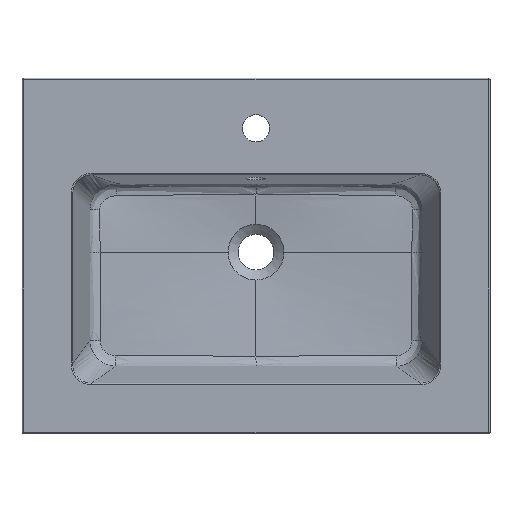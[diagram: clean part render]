
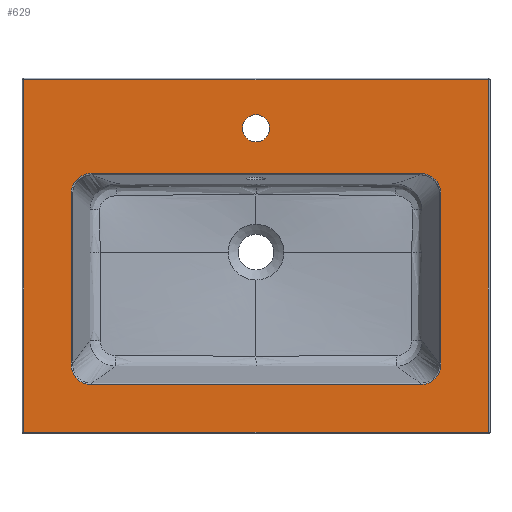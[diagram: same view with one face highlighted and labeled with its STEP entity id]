
A CAD part, top view. The second image highlights one B-rep face of the part: STEP entity #629.
In plain terms, the highlighted planar face has unit normal (0, 0, 1).
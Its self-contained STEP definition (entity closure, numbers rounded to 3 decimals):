
#629=ADVANCED_FACE('',(#869,#870,#871),#843,.T.);
#843=PLANE('',#3861);
#869=FACE_BOUND('',#945,.T.);
#870=FACE_BOUND('',#946,.T.);
#871=FACE_BOUND('',#947,.T.);
#945=EDGE_LOOP('',(#1863));
#946=EDGE_LOOP('',(#1864,#1865,#1866,#1867,#1868,#1869,#1870,#1871));
#947=EDGE_LOOP('',(#1872,#1873,#1874,#1875));
#1190=CIRCLE('',#3860,17.5);
#1465=B_SPLINE_CURVE_WITH_KNOTS('',3,(#26723,#26724,#26725,#26726,#26727,
#26728,#26729,#26730,#26731,#26732),.UNSPECIFIED.,.F.,.F.,(4,2,2,2,4),(0.,
0.25,0.5,0.75,1.),.UNSPECIFIED.);
#1466=B_SPLINE_CURVE_WITH_KNOTS('',3,(#26737,#26738,#26739,#26740,#26741,
#26742,#26743,#26744,#26745,#26746),.UNSPECIFIED.,.F.,.F.,(4,2,2,2,4),(0.,
0.25,0.5,0.75,1.),.UNSPECIFIED.);
#1467=B_SPLINE_CURVE_WITH_KNOTS('',3,(#26750,#26751,#26752,#26753,#26754,
#26755,#26756,#26757,#26758,#26759),.UNSPECIFIED.,.F.,.F.,(4,2,2,2,4),(0.,
0.25,0.5,0.75,1.),.UNSPECIFIED.);
#1468=B_SPLINE_CURVE_WITH_KNOTS('',3,(#26763,#26764,#26765,#26766,#26767,
#26768,#26769,#26770,#26771,#26772),.UNSPECIFIED.,.F.,.F.,(4,2,2,2,4),(0.,
0.25,0.5,0.75,1.),.UNSPECIFIED.);
#1863=ORIENTED_EDGE('',*,*,#3262,.T.);
#1864=ORIENTED_EDGE('',*,*,#3263,.T.);
#1865=ORIENTED_EDGE('',*,*,#3264,.T.);
#1866=ORIENTED_EDGE('',*,*,#3265,.T.);
#1867=ORIENTED_EDGE('',*,*,#3266,.T.);
#1868=ORIENTED_EDGE('',*,*,#3267,.T.);
#1869=ORIENTED_EDGE('',*,*,#3268,.T.);
#1870=ORIENTED_EDGE('',*,*,#3269,.T.);
#1871=ORIENTED_EDGE('',*,*,#3270,.T.);
#1872=ORIENTED_EDGE('',*,*,#3271,.T.);
#1873=ORIENTED_EDGE('',*,*,#3272,.T.);
#1874=ORIENTED_EDGE('',*,*,#3273,.T.);
#1875=ORIENTED_EDGE('',*,*,#3274,.T.);
#2891=VERTEX_POINT('',#26722);
#2892=VERTEX_POINT('',#26733);
#2893=VERTEX_POINT('',#26734);
#2894=VERTEX_POINT('',#26736);
#2895=VERTEX_POINT('',#26747);
#2896=VERTEX_POINT('',#26749);
#2897=VERTEX_POINT('',#26760);
#2898=VERTEX_POINT('',#26762);
#2899=VERTEX_POINT('',#26773);
#2900=VERTEX_POINT('',#26776);
#2901=VERTEX_POINT('',#26777);
#2902=VERTEX_POINT('',#26779);
#2903=VERTEX_POINT('',#26781);
#3262=EDGE_CURVE('',#2891,#2891,#1190,.T.);
#3263=EDGE_CURVE('',#2892,#2893,#1465,.T.);
#3264=EDGE_CURVE('',#2893,#2894,#3686,.T.);
#3265=EDGE_CURVE('',#2894,#2895,#1466,.T.);
#3266=EDGE_CURVE('',#2895,#2896,#3687,.T.);
#3267=EDGE_CURVE('',#2896,#2897,#1467,.T.);
#3268=EDGE_CURVE('',#2897,#2898,#3688,.T.);
#3269=EDGE_CURVE('',#2898,#2899,#1468,.T.);
#3270=EDGE_CURVE('',#2899,#2892,#3689,.T.);
#3271=EDGE_CURVE('',#2900,#2901,#3690,.T.);
#3272=EDGE_CURVE('',#2901,#2902,#3691,.T.);
#3273=EDGE_CURVE('',#2902,#2903,#3692,.T.);
#3274=EDGE_CURVE('',#2903,#2900,#3693,.T.);
#3686=LINE('',#26735,#3761);
#3687=LINE('',#26748,#3762);
#3688=LINE('',#26761,#3763);
#3689=LINE('',#26774,#3764);
#3690=LINE('',#26775,#3765);
#3691=LINE('',#26778,#3766);
#3692=LINE('',#26780,#3767);
#3693=LINE('',#26782,#3768);
#3761=VECTOR('',#4242,1.);
#3762=VECTOR('',#4243,1.);
#3763=VECTOR('',#4244,1.);
#3764=VECTOR('',#4245,1.);
#3765=VECTOR('',#4246,1.);
#3766=VECTOR('',#4247,1.);
#3767=VECTOR('',#4248,1.);
#3768=VECTOR('',#4249,1.);
#3860=AXIS2_PLACEMENT_3D('',#26721,#4240,#4241);
#3861=AXIS2_PLACEMENT_3D('',#26783,#4250,#4251);
#4240=DIRECTION('',(0.,0.,-1.));
#4241=DIRECTION('',(1.,0.,0.));
#4242=DIRECTION('',(0.,-1.,0.));
#4243=DIRECTION('',(-1.,0.,0.));
#4244=DIRECTION('',(0.,1.,0.));
#4245=DIRECTION('',(1.,0.,0.));
#4246=DIRECTION('',(0.,-1.,0.));
#4247=DIRECTION('',(1.,0.,0.));
#4248=DIRECTION('',(0.,1.,0.));
#4249=DIRECTION('',(-1.,0.,0.));
#4250=DIRECTION('',(0.,0.,1.));
#4251=DIRECTION('',(1.,0.,0.));
#26721=CARTESIAN_POINT('',(0.,160.,105.));
#26722=CARTESIAN_POINT('',(17.5,160.,105.));
#26723=CARTESIAN_POINT('',(211.47,101.754,105.));
#26724=CARTESIAN_POINT('',(215.049,101.754,105.));
#26725=CARTESIAN_POINT('',(218.615,101.125,105.));
#26726=CARTESIAN_POINT('',(225.232,98.622,105.));
#26727=CARTESIAN_POINT('',(228.325,96.723,105.));
#26728=CARTESIAN_POINT('',(233.491,91.854,105.));
#26729=CARTESIAN_POINT('',(235.556,88.908,105.));
#26730=CARTESIAN_POINT('',(238.353,82.319,105.));
#26731=CARTESIAN_POINT('',(239.035,78.862,105.));
#26732=CARTESIAN_POINT('',(239.035,75.281,105.));
#26733=CARTESIAN_POINT('',(211.47,101.754,105.));
#26734=CARTESIAN_POINT('',(239.035,75.281,105.));
#26735=CARTESIAN_POINT('',(239.035,0.,105.));
#26736=CARTESIAN_POINT('',(239.035,-144.705,105.));
#26737=CARTESIAN_POINT('',(239.035,-144.705,105.));
#26738=CARTESIAN_POINT('',(239.035,-148.268,105.));
#26739=CARTESIAN_POINT('',(238.394,-151.81,105.));
#26740=CARTESIAN_POINT('',(235.803,-158.368,105.));
#26741=CARTESIAN_POINT('',(233.847,-161.387,105.));
#26742=CARTESIAN_POINT('',(228.82,-166.397,105.));
#26743=CARTESIAN_POINT('',(225.839,-168.325,105.));
#26744=CARTESIAN_POINT('',(219.209,-170.924,105.));
#26745=CARTESIAN_POINT('',(215.764,-171.535,105.));
#26746=CARTESIAN_POINT('',(212.205,-171.535,105.));
#26747=CARTESIAN_POINT('',(212.205,-171.535,105.));
#26748=CARTESIAN_POINT('',(0.,-171.535,105.));
#26749=CARTESIAN_POINT('',(-212.205,-171.535,105.));
#26750=CARTESIAN_POINT('',(-212.205,-171.535,105.));
#26751=CARTESIAN_POINT('',(-215.768,-171.535,105.));
#26752=CARTESIAN_POINT('',(-219.31,-170.894,105.));
#26753=CARTESIAN_POINT('',(-225.868,-168.303,105.));
#26754=CARTESIAN_POINT('',(-228.887,-166.347,105.));
#26755=CARTESIAN_POINT('',(-233.897,-161.32,105.));
#26756=CARTESIAN_POINT('',(-235.825,-158.339,105.));
#26757=CARTESIAN_POINT('',(-238.424,-151.709,105.));
#26758=CARTESIAN_POINT('',(-239.035,-148.264,105.));
#26759=CARTESIAN_POINT('',(-239.035,-144.705,105.));
#26760=CARTESIAN_POINT('',(-239.035,-144.705,105.));
#26761=CARTESIAN_POINT('',(-239.035,0.,105.));
#26762=CARTESIAN_POINT('',(-239.035,75.281,105.));
#26763=CARTESIAN_POINT('',(-239.035,75.281,105.));
#26764=CARTESIAN_POINT('',(-239.035,78.865,105.));
#26765=CARTESIAN_POINT('',(-238.322,82.415,105.));
#26766=CARTESIAN_POINT('',(-235.535,88.934,105.));
#26767=CARTESIAN_POINT('',(-233.463,91.892,105.));
#26768=CARTESIAN_POINT('',(-228.263,96.77,105.));
#26769=CARTESIAN_POINT('',(-225.226,98.631,105.));
#26770=CARTESIAN_POINT('',(-218.534,101.149,105.));
#26771=CARTESIAN_POINT('',(-215.048,101.754,105.));
#26772=CARTESIAN_POINT('',(-211.47,101.754,105.));
#26773=CARTESIAN_POINT('',(-211.47,101.754,105.));
#26774=CARTESIAN_POINT('',(0.,101.754,105.));
#26775=CARTESIAN_POINT('',(-300.5,0.,105.));
#26776=CARTESIAN_POINT('',(-300.5,223.,105.));
#26777=CARTESIAN_POINT('',(-300.5,-233.,105.));
#26778=CARTESIAN_POINT('',(0.,-233.,105.));
#26779=CARTESIAN_POINT('',(300.5,-233.,105.));
#26780=CARTESIAN_POINT('',(300.5,0.,105.));
#26781=CARTESIAN_POINT('',(300.5,223.,105.));
#26782=CARTESIAN_POINT('',(0.,223.,105.));
#26783=CARTESIAN_POINT('',(0.,0.,105.));
